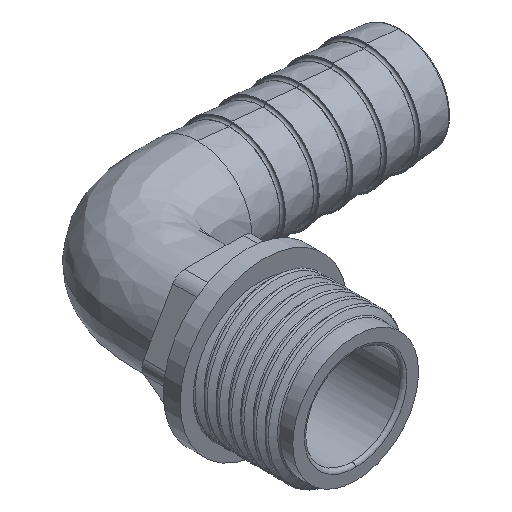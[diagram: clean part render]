
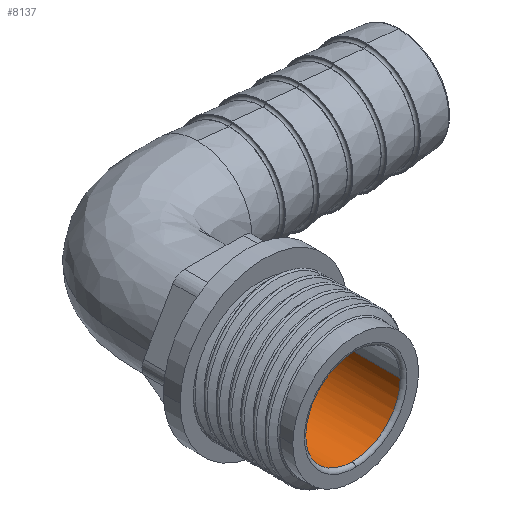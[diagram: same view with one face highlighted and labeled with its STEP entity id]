
A CAD part, isometric view. The second image highlights one B-rep face of the part: STEP entity #8137.
In plain terms, the highlighted cylindrical face has radius 7.1 mm (diameter 14.2 mm), a partial arc.
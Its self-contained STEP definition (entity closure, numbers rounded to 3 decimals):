
#16 = B_SPLINE_CURVE_WITH_KNOTS ( 'NONE', 3,
 ( #5162, #5163, #5169, #5170, #5171, #5172, #5173, #5174, #5175, #5176, #5177, #5178, #5179, #5180, #5181, #5182, #5183, #5184, #5185, #5186, #5187, #5188, #5189, #5190, #5191, #5192, #5193, #5194, #5195, #5196, #5197, #5198, #5199, #5200, #5201, #5202, #5203, #5204, #5205, #5206, #5207, #5208, #5209, #5210, #5211 ),
 .UNSPECIFIED., .F., .F.,
 ( 4, 2, 2, 2, 2, 2, 2, 1, 2, 2, 2, 2, 2, 2, 2, 2, 2, 2, 2, 2, 2, 2, 4 ),
 ( 0.023, 0.025, 0.026, 0.027, 0.027, 0.029, 0.029, 0.03, 0.031, 0.031, 0.033, 0.033, 0.034, 0.035, 0.037, 0.038, 0.039, 0.04, 0.041, 0.042, 0.043, 0.044, 0.045 ),
 .UNSPECIFIED. ) ;
#17 = B_SPLINE_CURVE_WITH_KNOTS ( 'NONE', 3,
 ( #5876, #5884, #5889, #5890, #5891 ),
 .UNSPECIFIED., .F., .F.,
 ( 4, 1, 4 ),
 ( 0.022, 0.023, 0.023 ),
 .UNSPECIFIED. ) ;
#447 = VERTEX_POINT ( 'NONE', #1076 ) ;
#448 = VERTEX_POINT ( 'NONE', #1077 ) ;
#449 = VERTEX_POINT ( 'NONE', #1078 ) ;
#450 = VERTEX_POINT ( 'NONE', #1079 ) ;
#451 = VERTEX_POINT ( 'NONE', #1080 ) ;
#452 = VERTEX_POINT ( 'NONE', #1081 ) ;
#590 = EDGE_LOOP ( 'NONE', ( #835, #836, #837, #838, #839, #840 ) ) ;
#835 = ORIENTED_EDGE ( 'NONE', *, *, #8111, .T. ) ;
#836 = ORIENTED_EDGE ( 'NONE', *, *, #8118, .T. ) ;
#837 = ORIENTED_EDGE ( 'NONE', *, *, #8110, .T. ) ;
#838 = ORIENTED_EDGE ( 'NONE', *, *, #8121, .T. ) ;
#839 = ORIENTED_EDGE ( 'NONE', *, *, #8109, .T. ) ;
#840 = ORIENTED_EDGE ( 'NONE', *, *, #8108, .F. ) ;
#1076 = CARTESIAN_POINT ( 'NONE',  ( 7.1, -21.46, 0. ) ) ;
#1077 = CARTESIAN_POINT ( 'NONE',  ( 7.061, -21.46, -0.746 ) ) ;
#1078 = CARTESIAN_POINT ( 'NONE',  ( 0., -37.5, -7.1 ) ) ;
#1079 = CARTESIAN_POINT ( 'NONE',  ( -7.1, -37.5, 0. ) ) ;
#1080 = CARTESIAN_POINT ( 'NONE',  ( 7.1, -37.5, 0. ) ) ;
#1081 = CARTESIAN_POINT ( 'NONE',  ( -7.1, -21.46, 0. ) ) ;
#5156 = LINE ( 'NONE', #5157, #6671 ) ;
#5157 = CARTESIAN_POINT ( 'NONE',  ( -7.1, -38., 0. ) ) ;
#5162 = CARTESIAN_POINT ( 'NONE',  ( 7.061, -21.46, -0.746 ) ) ;
#5163 = CARTESIAN_POINT ( 'NONE',  ( 7.013, -21.46, -1.194 ) ) ;
#5167 = DIRECTION ( 'NONE',  ( 0., 1., 0. ) ) ;
#5168 = LINE ( 'NONE', #5212, #6552 ) ;
#5169 = CARTESIAN_POINT ( 'NONE',  ( 6.922, -21.461, -1.641 ) ) ;
#5170 = CARTESIAN_POINT ( 'NONE',  ( 6.661, -21.462, -2.499 ) ) ;
#5171 = CARTESIAN_POINT ( 'NONE',  ( 6.491, -21.462, -2.912 ) ) ;
#5172 = CARTESIAN_POINT ( 'NONE',  ( 6.177, -21.463, -3.508 ) ) ;
#5173 = CARTESIAN_POINT ( 'NONE',  ( 6.061, -21.463, -3.704 ) ) ;
#5174 = CARTESIAN_POINT ( 'NONE',  ( 5.814, -21.463, -4.081 ) ) ;
#5175 = CARTESIAN_POINT ( 'NONE',  ( 5.682, -21.463, -4.263 ) ) ;
#5176 = CARTESIAN_POINT ( 'NONE',  ( 5.263, -21.463, -4.786 ) ) ;
#5177 = CARTESIAN_POINT ( 'NONE',  ( 4.952, -21.463, -5.108 ) ) ;
#5178 = CARTESIAN_POINT ( 'NONE',  ( 4.437, -21.463, -5.548 ) ) ;
#5179 = CARTESIAN_POINT ( 'NONE',  ( 4.258, -21.463, -5.686 ) ) ;
#5180 = CARTESIAN_POINT ( 'NONE',  ( 3.89, -21.463, -5.944 ) ) ;
#5181 = CARTESIAN_POINT ( 'NONE',  ( 3.512, -21.462, -6.183 ) ) ;
#5182 = CARTESIAN_POINT ( 'NONE',  ( 3.113, -21.462, -6.385 ) ) ;
#5183 = CARTESIAN_POINT ( 'NONE',  ( 2.704, -21.461, -6.569 ) ) ;
#5184 = CARTESIAN_POINT ( 'NONE',  ( 2.493, -21.461, -6.652 ) ) ;
#5185 = CARTESIAN_POINT ( 'NONE',  ( 1.851, -21.46, -6.869 ) ) ;
#5186 = CARTESIAN_POINT ( 'NONE',  ( 1.416, -21.46, -6.972 ) ) ;
#5187 = CARTESIAN_POINT ( 'NONE',  ( 0.752, -21.46, -7.064 ) ) ;
#5188 = CARTESIAN_POINT ( 'NONE',  ( 0.528, -21.46, -7.084 ) ) ;
#5189 = CARTESIAN_POINT ( 'NONE',  ( 0.078, -21.46, -7.103 ) ) ;
#5190 = CARTESIAN_POINT ( 'NONE',  ( -0.15, -21.46, -7.102 ) ) ;
#5191 = CARTESIAN_POINT ( 'NONE',  ( -0.822, -21.46, -7.066 ) ) ;
#5192 = CARTESIAN_POINT ( 'NONE',  ( -1.264, -21.46, -7.001 ) ) ;
#5193 = CARTESIAN_POINT ( 'NONE',  ( -2.135, -21.461, -6.786 ) ) ;
#5194 = CARTESIAN_POINT ( 'NONE',  ( -2.566, -21.461, -6.635 ) ) ;
#5195 = CARTESIAN_POINT ( 'NONE',  ( -3.379, -21.462, -6.26 ) ) ;
#5196 = CARTESIAN_POINT ( 'NONE',  ( -3.765, -21.462, -6.036 ) ) ;
#5197 = CARTESIAN_POINT ( 'NONE',  ( -4.315, -21.463, -5.643 ) ) ;
#5198 = CARTESIAN_POINT ( 'NONE',  ( -4.493, -21.463, -5.502 ) ) ;
#5199 = CARTESIAN_POINT ( 'NONE',  ( -4.832, -21.463, -5.207 ) ) ;
#5200 = CARTESIAN_POINT ( 'NONE',  ( -4.994, -21.463, -5.052 ) ) ;
#5201 = CARTESIAN_POINT ( 'NONE',  ( -5.456, -21.463, -4.566 ) ) ;
#5202 = CARTESIAN_POINT ( 'NONE',  ( -5.732, -21.463, -4.214 ) ) ;
#5203 = CARTESIAN_POINT ( 'NONE',  ( -6.222, -21.462, -3.451 ) ) ;
#5204 = CARTESIAN_POINT ( 'NONE',  ( -6.426, -21.462, -3.052 ) ) ;
#5205 = CARTESIAN_POINT ( 'NONE',  ( -6.675, -21.461, -2.43 ) ) ;
#5206 = CARTESIAN_POINT ( 'NONE',  ( -6.748, -21.461, -2.218 ) ) ;
#5207 = CARTESIAN_POINT ( 'NONE',  ( -6.875, -21.461, -1.787 ) ) ;
#5208 = CARTESIAN_POINT ( 'NONE',  ( -6.929, -21.461, -1.566 ) ) ;
#5209 = CARTESIAN_POINT ( 'NONE',  ( -7.057, -21.46, -0.901 ) ) ;
#5210 = CARTESIAN_POINT ( 'NONE',  ( -7.1, -21.46, -0.453 ) ) ;
#5211 = CARTESIAN_POINT ( 'NONE',  ( -7.1, -21.46, 0. ) ) ;
#5212 = CARTESIAN_POINT ( 'NONE',  ( 7.1, -38., 0. ) ) ;
#5213 = DIRECTION ( 'NONE',  ( 0., 1., 0. ) ) ;
#5215 = CARTESIAN_POINT ( 'NONE',  ( 0., -37.5, 0. ) ) ;
#5216 = DIRECTION ( 'NONE',  ( 0., -1., 0. ) ) ;
#5217 = DIRECTION ( 'NONE',  ( 0., 0., 1. ) ) ;
#5876 = CARTESIAN_POINT ( 'NONE',  ( 7.1, -21.46, 0. ) ) ;
#5877 = CARTESIAN_POINT ( 'NONE',  ( 0., -37.5, 0. ) ) ;
#5878 = DIRECTION ( 'NONE',  ( 0., -1., 0. ) ) ;
#5879 = DIRECTION ( 'NONE',  ( 0., 0., 1. ) ) ;
#5884 = CARTESIAN_POINT ( 'NONE',  ( 7.1, -21.46, -0.125 ) ) ;
#5889 = CARTESIAN_POINT ( 'NONE',  ( 7.093, -21.46, -0.375 ) ) ;
#5890 = CARTESIAN_POINT ( 'NONE',  ( 7.074, -21.46, -0.623 ) ) ;
#5891 = CARTESIAN_POINT ( 'NONE',  ( 7.061, -21.46, -0.746 ) ) ;
#6271 = DIRECTION ( 'NONE',  ( 0., 1., 0. ) ) ;
#6272 = FACE_OUTER_BOUND ( 'NONE', #590, .T. ) ;
#6274 = CARTESIAN_POINT ( 'NONE',  ( 0., -38., 0. ) ) ;
#6275 = CYLINDRICAL_SURFACE ( 'NONE', #6637, 7.1 ) ;
#6276 = DIRECTION ( 'NONE',  ( -1., 0., 0. ) ) ;
#6552 = VECTOR ( 'NONE', #5213, 1000. ) ;
#6556 = CIRCLE ( 'NONE', #6626, 7.1 ) ;
#6588 = CIRCLE ( 'NONE', #6639, 7.1 ) ;
#6626 = AXIS2_PLACEMENT_3D ( 'NONE', #5877, #5878, #5879 ) ;
#6637 = AXIS2_PLACEMENT_3D ( 'NONE', #6274, #6271, #6276 ) ;
#6639 = AXIS2_PLACEMENT_3D ( 'NONE', #5215, #5216, #5217 ) ;
#6671 = VECTOR ( 'NONE', #5167, 1000. ) ;
#8108 = EDGE_CURVE ( 'NONE', #450, #452, #5156, .T. ) ;
#8109 = EDGE_CURVE ( 'NONE', #448, #452, #16, .T. ) ;
#8110 = EDGE_CURVE ( 'NONE', #451, #447, #5168, .T. ) ;
#8111 = EDGE_CURVE ( 'NONE', #450, #449, #6588, .T. ) ;
#8118 = EDGE_CURVE ( 'NONE', #449, #451, #6556, .T. ) ;
#8121 = EDGE_CURVE ( 'NONE', #447, #448, #17, .T. ) ;
#8137 = ADVANCED_FACE ( 'NONE', ( #6272 ), #6275, .F. ) ;
